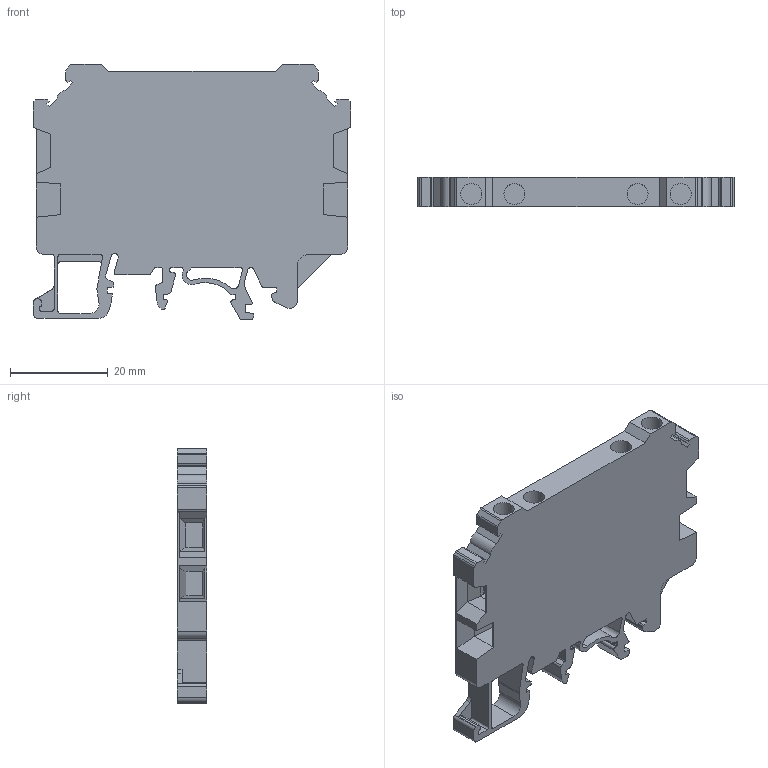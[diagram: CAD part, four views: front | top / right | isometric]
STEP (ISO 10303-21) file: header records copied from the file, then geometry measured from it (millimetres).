
FILE_DESCRIPTION( ( 'Unknown' ), '1' );
FILE_NAME( 'CKT4U-4.stp', 'Unknown', ( 'Unknown' ), ( 'Unknown' ), 'PSStep 14.0', 'Unknown', ' ' );
FILE_SCHEMA( ( 'AUTOMOTIVE_DESIGN { 1 0 10303 214 1 1 1 1 }' ) );
Length unit declared in the file: millimetre
Products named in the file (1): 1
Bounding box: 65 x 6 x 52.31 mm (x, y, z)
Volume: 13854.4 mm3; surface area: 8823.2 mm2
Topology: 1 solids, 1 shells, 245 faces, 687 edges, 448 vertices
Faces by surface type: plane 158, cylinder 87
Full cylindrical faces by diameter (mm): 4.3 x4
Entity records: 9801 total; most frequent: CARTESIAN_POINT 1373, ORIENTED_EDGE 1362, DIRECTION 1347, EDGE_CURVE 681, LINE 507, VECTOR 507, VERTEX_POINT 446, AXIS2_PLACEMENT_3D 420
